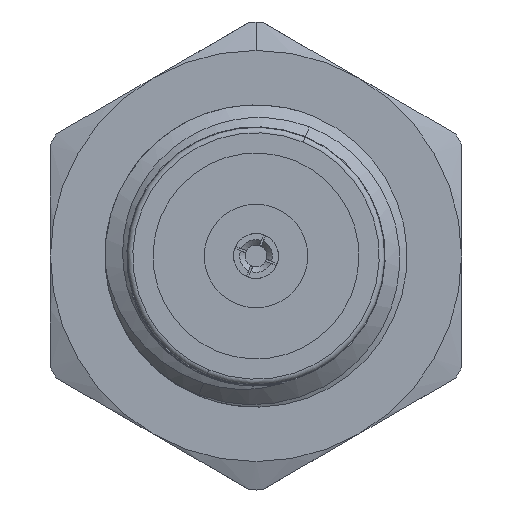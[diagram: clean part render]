
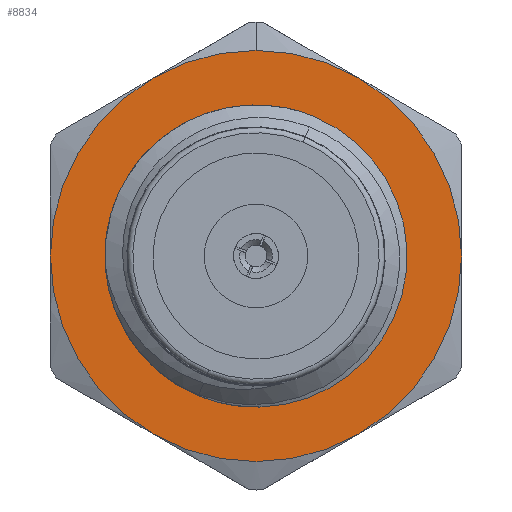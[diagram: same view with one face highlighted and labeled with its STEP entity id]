
A CAD part, left-side view. The second image highlights one B-rep face of the part: STEP entity #8834.
In plain terms, the highlighted planar face has unit normal (-1, 0, 0).
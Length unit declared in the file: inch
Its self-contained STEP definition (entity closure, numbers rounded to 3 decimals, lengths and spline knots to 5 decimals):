
#1 = CARTESIAN_POINT ( 'NONE',  ( 0.34524, 0., 0. ) ) ;
#490 = VERTEX_POINT ( 'NONE', #29828 ) ;
#542 = CARTESIAN_POINT ( 'NONE',  ( 0.34524, -0.04482, 0.10849 ) ) ;
#603 = VERTEX_POINT ( 'NONE', #6003 ) ;
#869 = CARTESIAN_POINT ( 'NONE',  ( 0.34524, 0., 0. ) ) ;
#871 = AXIS2_PLACEMENT_3D ( 'NONE', #32397, #22088, #18730 ) ;
#1378 = EDGE_CURVE ( 'NONE', #5622, #13051, #18308, .T. ) ;
#1520 = DIRECTION ( 'NONE',  ( -1., 0., 0. ) ) ;
#2304 = EDGE_CURVE ( 'NONE', #22184, #26447, #36302, .T. ) ;
#4047 = FACE_BOUND ( 'NONE', #12218, .T. ) ;
#4624 = AXIS2_PLACEMENT_3D ( 'NONE', #6922, #23868, #23481 ) ;
#5571 = CARTESIAN_POINT ( 'NONE',  ( 0.34524, 0.1875, 0. ) ) ;
#5622 = VERTEX_POINT ( 'NONE', #542 ) ;
#5776 = DIRECTION ( 'NONE',  ( -1., 0., 0. ) ) ;
#6003 = CARTESIAN_POINT ( 'NONE',  ( 0.34524, -0.09375, 0.16238 ) ) ;
#6161 = ORIENTED_EDGE ( 'NONE', *, *, #6574, .T. ) ;
#6165 = CARTESIAN_POINT ( 'NONE',  ( 0.34524, 0., 0. ) ) ;
#6412 = DIRECTION ( 'NONE',  ( 0., 0., 1. ) ) ;
#6574 = EDGE_CURVE ( 'NONE', #490, #603, #24864, .T. ) ;
#6922 = CARTESIAN_POINT ( 'NONE',  ( 0.34524, 0., 0. ) ) ;
#7320 = CARTESIAN_POINT ( 'NONE',  ( 0.34524, 0., 0. ) ) ;
#7931 = AXIS2_PLACEMENT_3D ( 'NONE', #6165, #23334, #6412 ) ;
#8834 = ADVANCED_FACE ( 'NONE', ( #4047, #17243 ), #28240, .T. ) ;
#9004 = AXIS2_PLACEMENT_3D ( 'NONE', #1, #25409, #14194 ) ;
#10170 = CIRCLE ( 'NONE', #871, 0.1875 ) ;
#10807 = VERTEX_POINT ( 'NONE', #12015 ) ;
#10854 = ORIENTED_EDGE ( 'NONE', *, *, #25062, .T. ) ;
#10983 = EDGE_CURVE ( 'NONE', #13051, #5622, #34359, .T. ) ;
#11077 = AXIS2_PLACEMENT_3D ( 'NONE', #21854, #35837, #32912 ) ;
#11317 = CARTESIAN_POINT ( 'NONE',  ( 0.34524, -0.09375, -0.16238 ) ) ;
#11591 = DIRECTION ( 'NONE',  ( 0., 0., 1. ) ) ;
#11703 = CIRCLE ( 'NONE', #32377, 0.1875 ) ;
#12015 = CARTESIAN_POINT ( 'NONE',  ( 0.34524, 0.09375, 0.16238 ) ) ;
#12218 = EDGE_LOOP ( 'NONE', ( #14157, #14225 ) ) ;
#12431 = AXIS2_PLACEMENT_3D ( 'NONE', #869, #20215, #11591 ) ;
#12579 = CARTESIAN_POINT ( 'NONE',  ( 0.34524, 0., 0. ) ) ;
#12860 = CIRCLE ( 'NONE', #12431, 0.1875 ) ;
#12965 = ORIENTED_EDGE ( 'NONE', *, *, #2304, .T. ) ;
#13051 = VERTEX_POINT ( 'NONE', #23892 ) ;
#14157 = ORIENTED_EDGE ( 'NONE', *, *, #1378, .T. ) ;
#14194 = DIRECTION ( 'NONE',  ( 0., 0., 1. ) ) ;
#14225 = ORIENTED_EDGE ( 'NONE', *, *, #10983, .T. ) ;
#17243 = FACE_OUTER_BOUND ( 'NONE', #21665, .T. ) ;
#18068 = ORIENTED_EDGE ( 'NONE', *, *, #33825, .T. ) ;
#18308 = CIRCLE ( 'NONE', #33697, 0.11738 ) ;
#18730 = DIRECTION ( 'NONE',  ( 0., 0., 1. ) ) ;
#19365 = VERTEX_POINT ( 'NONE', #5571 ) ;
#20215 = DIRECTION ( 'NONE',  ( -1., 0., 0. ) ) ;
#20470 = ORIENTED_EDGE ( 'NONE', *, *, #28241, .T. ) ;
#20898 = CIRCLE ( 'NONE', #34506, 0.1875 ) ;
#21353 = CARTESIAN_POINT ( 'NONE',  ( 0.34524, 0.09375, -0.16238 ) ) ;
#21665 = EDGE_LOOP ( 'NONE', ( #10854, #35435, #28892, #20470, #12965, #18068, #6161 ) ) ;
#21854 = CARTESIAN_POINT ( 'NONE',  ( 0.34524, 0., 0. ) ) ;
#22088 = DIRECTION ( 'NONE',  ( -1., 0., 0. ) ) ;
#22184 = VERTEX_POINT ( 'NONE', #21353 ) ;
#23334 = DIRECTION ( 'NONE',  ( -1., 0., 0. ) ) ;
#23436 = DIRECTION ( 'NONE',  ( -1., 0., 0. ) ) ;
#23481 = DIRECTION ( 'NONE',  ( 0., 0., 1. ) ) ;
#23868 = DIRECTION ( 'NONE',  ( 1., 0., 0. ) ) ;
#23892 = CARTESIAN_POINT ( 'NONE',  ( 0.34524, 0.04482, -0.10849 ) ) ;
#24864 = CIRCLE ( 'NONE', #9004, 0.1875 ) ;
#25062 = EDGE_CURVE ( 'NONE', #603, #31895, #11703, .T. ) ;
#25409 = DIRECTION ( 'NONE',  ( -1., 0., 0. ) ) ;
#26447 = VERTEX_POINT ( 'NONE', #11317 ) ;
#26498 = CIRCLE ( 'NONE', #7931, 0.1875 ) ;
#27196 = DIRECTION ( 'NONE',  ( 0., 0., 1. ) ) ;
#28240 = PLANE ( 'NONE',  #28393 ) ;
#28241 = EDGE_CURVE ( 'NONE', #19365, #22184, #20898, .T. ) ;
#28393 = AXIS2_PLACEMENT_3D ( 'NONE', #33740, #5776, #33853 ) ;
#28892 = ORIENTED_EDGE ( 'NONE', *, *, #34819, .T. ) ;
#29195 = DIRECTION ( 'NONE',  ( 0., 0., 1. ) ) ;
#29347 = CARTESIAN_POINT ( 'NONE',  ( 0.34524, 0., 0. ) ) ;
#29828 = CARTESIAN_POINT ( 'NONE',  ( 0.34524, -0.1875, 0. ) ) ;
#29991 = DIRECTION ( 'NONE',  ( 1., 0., 0. ) ) ;
#31895 = VERTEX_POINT ( 'NONE', #36469 ) ;
#32377 = AXIS2_PLACEMENT_3D ( 'NONE', #29347, #1520, #35460 ) ;
#32397 = CARTESIAN_POINT ( 'NONE',  ( 0.34524, 0., 0. ) ) ;
#32912 = DIRECTION ( 'NONE',  ( 0., 0., 1. ) ) ;
#33697 = AXIS2_PLACEMENT_3D ( 'NONE', #7320, #29991, #27196 ) ;
#33740 = CARTESIAN_POINT ( 'NONE',  ( 0.34524, 0., 0. ) ) ;
#33825 = EDGE_CURVE ( 'NONE', #26447, #490, #12860, .T. ) ;
#33853 = DIRECTION ( 'NONE',  ( 0., 0., 1. ) ) ;
#34359 = CIRCLE ( 'NONE', #4624, 0.11738 ) ;
#34506 = AXIS2_PLACEMENT_3D ( 'NONE', #12579, #23436, #29195 ) ;
#34819 = EDGE_CURVE ( 'NONE', #10807, #19365, #26498, .T. ) ;
#35435 = ORIENTED_EDGE ( 'NONE', *, *, #35723, .T. ) ;
#35460 = DIRECTION ( 'NONE',  ( 0., 0., 1. ) ) ;
#35723 = EDGE_CURVE ( 'NONE', #31895, #10807, #10170, .T. ) ;
#35837 = DIRECTION ( 'NONE',  ( -1., 0., 0. ) ) ;
#36302 = CIRCLE ( 'NONE', #11077, 0.1875 ) ;
#36469 = CARTESIAN_POINT ( 'NONE',  ( 0.34524, 0., 0.1875 ) ) ;
